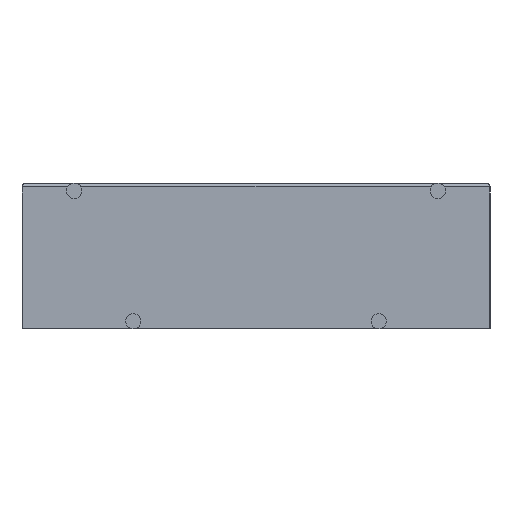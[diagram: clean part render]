
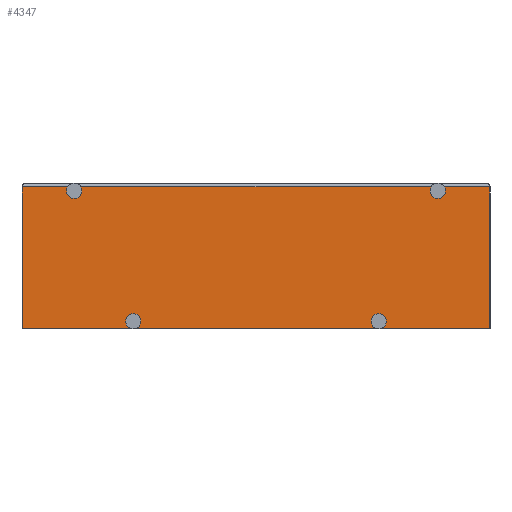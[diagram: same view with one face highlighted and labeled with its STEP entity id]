
A CAD part, front view. The second image highlights one B-rep face of the part: STEP entity #4347.
In plain terms, the highlighted planar face has unit normal (0, -1, 0).
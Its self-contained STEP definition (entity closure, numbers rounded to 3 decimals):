
#197 = VECTOR ( 'NONE', #7367, 1000. ) ;
#265 = VERTEX_POINT ( 'NONE', #9680 ) ;
#353 = EDGE_CURVE ( 'NONE', #10284, #265, #14292, .T. ) ;
#418 = EDGE_CURVE ( 'NONE', #9983, #10176, #18282, .T. ) ;
#438 = VERTEX_POINT ( 'NONE', #2290 ) ;
#579 = VECTOR ( 'NONE', #2301, 1000. ) ;
#582 = CARTESIAN_POINT ( 'NONE',  ( -15.25, -16.7, -9.5 ) ) ;
#666 = CIRCLE ( 'NONE', #12276, 0.5 ) ;
#768 = DIRECTION ( 'NONE',  ( 0., 0., 1. ) ) ;
#961 = EDGE_CURVE ( 'NONE', #9983, #6864, #4003, .T. ) ;
#1021 = LINE ( 'NONE', #12241, #197 ) ;
#1517 = CIRCLE ( 'NONE', #4188, 0.5 ) ;
#1632 = CIRCLE ( 'NONE', #13244, 0.5 ) ;
#1720 = DIRECTION ( 'NONE',  ( 0., 0., -1. ) ) ;
#1877 = DIRECTION ( 'NONE',  ( 0., 0., -1. ) ) ;
#1892 = VECTOR ( 'NONE', #768, 1000. ) ;
#2032 = VERTEX_POINT ( 'NONE', #582 ) ;
#2074 = VERTEX_POINT ( 'NONE', #11603 ) ;
#2081 = CARTESIAN_POINT ( 'NONE',  ( 11.417, -16.7, -0.25 ) ) ;
#2110 = DIRECTION ( 'NONE',  ( 0., -1., 0. ) ) ;
#2178 = CARTESIAN_POINT ( 'NONE',  ( -11.85, -16.7, -0.5 ) ) ;
#2290 = CARTESIAN_POINT ( 'NONE',  ( -8., -16.7, -8.5 ) ) ;
#2301 = DIRECTION ( 'NONE',  ( -1., 0., 0. ) ) ;
#2723 = ORIENTED_EDGE ( 'NONE', *, *, #9115, .F. ) ;
#2767 = VERTEX_POINT ( 'NONE', #2834 ) ;
#2822 = ORIENTED_EDGE ( 'NONE', *, *, #18075, .T. ) ;
#2830 = AXIS2_PLACEMENT_3D ( 'NONE', #18352, #10569, #4129 ) ;
#2834 = CARTESIAN_POINT ( 'NONE',  ( -8., -16.7, -9.5 ) ) ;
#3287 = CARTESIAN_POINT ( 'NONE',  ( -8., -16.7, -9. ) ) ;
#3318 = VECTOR ( 'NONE', #3990, 1000. ) ;
#3508 = DIRECTION ( 'NONE',  ( 0., 0., -1. ) ) ;
#3633 = AXIS2_PLACEMENT_3D ( 'NONE', #2178, #11432, #17761 ) ;
#3812 = FACE_OUTER_BOUND ( 'NONE', #16092, .T. ) ;
#3968 = CARTESIAN_POINT ( 'NONE',  ( -15.25, -16.7, -0.25 ) ) ;
#3990 = DIRECTION ( 'NONE',  ( -1., 0., 0. ) ) ;
#4003 = CIRCLE ( 'NONE', #13262, 0.5 ) ;
#4129 = DIRECTION ( 'NONE',  ( 0., 0., -1. ) ) ;
#4188 = AXIS2_PLACEMENT_3D ( 'NONE', #3287, #15947, #1720 ) ;
#4214 = EDGE_CURVE ( 'NONE', #2032, #10176, #1021, .T. ) ;
#4347 = ADVANCED_FACE ( 'NONE', ( #3812 ), #14920, .T. ) ;
#4398 = CARTESIAN_POINT ( 'NONE',  ( -15.25, -16.7, -9.5 ) ) ;
#4825 = CIRCLE ( 'NONE', #2830, 0.5 ) ;
#4996 = ORIENTED_EDGE ( 'NONE', *, *, #9672, .F. ) ;
#5526 = CARTESIAN_POINT ( 'NONE',  ( -12.283, -16.7, -0.25 ) ) ;
#5545 = LINE ( 'NONE', #11584, #1892 ) ;
#5585 = EDGE_CURVE ( 'NONE', #2074, #15103, #4825, .T. ) ;
#5608 = ORIENTED_EDGE ( 'NONE', *, *, #961, .F. ) ;
#5868 = ORIENTED_EDGE ( 'NONE', *, *, #19798, .F. ) ;
#6114 = VERTEX_POINT ( 'NONE', #15077 ) ;
#6761 = DIRECTION ( 'NONE',  ( 0., -1., 0. ) ) ;
#6864 = VERTEX_POINT ( 'NONE', #20377 ) ;
#6971 = CARTESIAN_POINT ( 'NONE',  ( -15.25, -16.7, -0.25 ) ) ;
#7043 = CARTESIAN_POINT ( 'NONE',  ( -8., -16.7, -9. ) ) ;
#7118 = ORIENTED_EDGE ( 'NONE', *, *, #7575, .F. ) ;
#7235 = EDGE_CURVE ( 'NONE', #265, #10284, #8840, .T. ) ;
#7367 = DIRECTION ( 'NONE',  ( 0., 0., 1. ) ) ;
#7432 = CARTESIAN_POINT ( 'NONE',  ( -15.25, -16.7, -9.5 ) ) ;
#7563 = VECTOR ( 'NONE', #13654, 1000. ) ;
#7575 = EDGE_CURVE ( 'NONE', #438, #2767, #1517, .T. ) ;
#8476 = DIRECTION ( 'NONE',  ( 1., 0., 0. ) ) ;
#8734 = CARTESIAN_POINT ( 'NONE',  ( 11.85, -16.7, -0.5 ) ) ;
#8781 = LINE ( 'NONE', #11604, #17511 ) ;
#8840 = CIRCLE ( 'NONE', #16769, 0.5 ) ;
#9087 = LINE ( 'NONE', #7432, #7563 ) ;
#9115 = EDGE_CURVE ( 'NONE', #6864, #6114, #17570, .T. ) ;
#9322 = DIRECTION ( 'NONE',  ( 0., 0., -1. ) ) ;
#9672 = EDGE_CURVE ( 'NONE', #2767, #438, #1632, .T. ) ;
#9680 = CARTESIAN_POINT ( 'NONE',  ( 8., -16.7, -9.5 ) ) ;
#9778 = CARTESIAN_POINT ( 'NONE',  ( 8., -16.7, -9. ) ) ;
#9983 = VERTEX_POINT ( 'NONE', #5526 ) ;
#10027 = CARTESIAN_POINT ( 'NONE',  ( 12.283, -16.7, -0.25 ) ) ;
#10176 = VERTEX_POINT ( 'NONE', #13185 ) ;
#10179 = VERTEX_POINT ( 'NONE', #2081 ) ;
#10284 = VERTEX_POINT ( 'NONE', #20346 ) ;
#10569 = DIRECTION ( 'NONE',  ( 0., -1., 0. ) ) ;
#10974 = ORIENTED_EDGE ( 'NONE', *, *, #4214, .F. ) ;
#11272 = LINE ( 'NONE', #17601, #3318 ) ;
#11432 = DIRECTION ( 'NONE',  ( 0., -1., 0. ) ) ;
#11584 = CARTESIAN_POINT ( 'NONE',  ( 15.25, -16.7, -9.5 ) ) ;
#11603 = CARTESIAN_POINT ( 'NONE',  ( 11.85, -16.7, -1. ) ) ;
#11604 = CARTESIAN_POINT ( 'NONE',  ( -15.25, -16.7, -9.5 ) ) ;
#11612 = CARTESIAN_POINT ( 'NONE',  ( -15.25, -16.7, -9.5 ) ) ;
#11956 = DIRECTION ( 'NONE',  ( 0., 0., -1. ) ) ;
#12241 = CARTESIAN_POINT ( 'NONE',  ( -15.25, -16.7, -9.5 ) ) ;
#12255 = CARTESIAN_POINT ( 'NONE',  ( 8., -16.7, -9. ) ) ;
#12276 = AXIS2_PLACEMENT_3D ( 'NONE', #8734, #19546, #11956 ) ;
#12317 = EDGE_CURVE ( 'NONE', #2032, #2767, #8781, .T. ) ;
#12386 = ORIENTED_EDGE ( 'NONE', *, *, #418, .T. ) ;
#12388 = CARTESIAN_POINT ( 'NONE',  ( 15.25, -16.7, -0.25 ) ) ;
#12404 = ORIENTED_EDGE ( 'NONE', *, *, #19450, .T. ) ;
#12442 = EDGE_CURVE ( 'NONE', #2767, #265, #9087, .T. ) ;
#13185 = CARTESIAN_POINT ( 'NONE',  ( -15.25, -16.7, -0.25 ) ) ;
#13244 = AXIS2_PLACEMENT_3D ( 'NONE', #7043, #15128, #13565 ) ;
#13262 = AXIS2_PLACEMENT_3D ( 'NONE', #14570, #2110, #9322 ) ;
#13486 = ORIENTED_EDGE ( 'NONE', *, *, #17015, .T. ) ;
#13565 = DIRECTION ( 'NONE',  ( 0., 0., -1. ) ) ;
#13654 = DIRECTION ( 'NONE',  ( 1., 0., 0. ) ) ;
#13687 = ORIENTED_EDGE ( 'NONE', *, *, #17744, .T. ) ;
#14124 = CARTESIAN_POINT ( 'NONE',  ( 15.25, -16.7, -9.5 ) ) ;
#14292 = CIRCLE ( 'NONE', #14957, 0.5 ) ;
#14570 = CARTESIAN_POINT ( 'NONE',  ( -11.85, -16.7, -0.5 ) ) ;
#14920 = PLANE ( 'NONE',  #16401 ) ;
#14957 = AXIS2_PLACEMENT_3D ( 'NONE', #9778, #6761, #1877 ) ;
#15077 = CARTESIAN_POINT ( 'NONE',  ( -11.417, -16.7, -0.25 ) ) ;
#15103 = VERTEX_POINT ( 'NONE', #10027 ) ;
#15128 = DIRECTION ( 'NONE',  ( 0., -1., 0. ) ) ;
#15331 = ORIENTED_EDGE ( 'NONE', *, *, #12442, .T. ) ;
#15947 = DIRECTION ( 'NONE',  ( 0., -1., 0. ) ) ;
#16092 = EDGE_LOOP ( 'NONE', ( #20041, #7118, #4996, #15331, #17082, #16934, #13486, #13687, #2822, #19833, #5868, #12404, #2723, #5608, #12386, #10974 ) ) ;
#16267 = DIRECTION ( 'NONE',  ( 0., -1., 0. ) ) ;
#16401 = AXIS2_PLACEMENT_3D ( 'NONE', #11612, #16267, #3508 ) ;
#16769 = AXIS2_PLACEMENT_3D ( 'NONE', #12255, #17019, #19404 ) ;
#16934 = ORIENTED_EDGE ( 'NONE', *, *, #7235, .F. ) ;
#17011 = VERTEX_POINT ( 'NONE', #12388 ) ;
#17015 = EDGE_CURVE ( 'NONE', #265, #19051, #20075, .T. ) ;
#17019 = DIRECTION ( 'NONE',  ( 0., -1., 0. ) ) ;
#17082 = ORIENTED_EDGE ( 'NONE', *, *, #353, .F. ) ;
#17511 = VECTOR ( 'NONE', #8476, 1000. ) ;
#17570 = CIRCLE ( 'NONE', #3633, 0.5 ) ;
#17601 = CARTESIAN_POINT ( 'NONE',  ( -15.25, -16.7, -0.25 ) ) ;
#17744 = EDGE_CURVE ( 'NONE', #19051, #17011, #5545, .T. ) ;
#17761 = DIRECTION ( 'NONE',  ( 0., 0., -1. ) ) ;
#18075 = EDGE_CURVE ( 'NONE', #17011, #15103, #19549, .T. ) ;
#18282 = LINE ( 'NONE', #6971, #20274 ) ;
#18352 = CARTESIAN_POINT ( 'NONE',  ( 11.85, -16.7, -0.5 ) ) ;
#18723 = DIRECTION ( 'NONE',  ( 1., 0., 0. ) ) ;
#19051 = VERTEX_POINT ( 'NONE', #14124 ) ;
#19404 = DIRECTION ( 'NONE',  ( 0., 0., -1. ) ) ;
#19450 = EDGE_CURVE ( 'NONE', #10179, #6114, #11272, .T. ) ;
#19453 = VECTOR ( 'NONE', #18723, 1000. ) ;
#19546 = DIRECTION ( 'NONE',  ( 0., -1., 0. ) ) ;
#19549 = LINE ( 'NONE', #3968, #579 ) ;
#19735 = DIRECTION ( 'NONE',  ( -1., 0., 0. ) ) ;
#19798 = EDGE_CURVE ( 'NONE', #10179, #2074, #666, .T. ) ;
#19833 = ORIENTED_EDGE ( 'NONE', *, *, #5585, .F. ) ;
#20041 = ORIENTED_EDGE ( 'NONE', *, *, #12317, .T. ) ;
#20075 = LINE ( 'NONE', #4398, #19453 ) ;
#20274 = VECTOR ( 'NONE', #19735, 1000. ) ;
#20346 = CARTESIAN_POINT ( 'NONE',  ( 8., -16.7, -8.5 ) ) ;
#20377 = CARTESIAN_POINT ( 'NONE',  ( -11.85, -16.7, -1. ) ) ;
